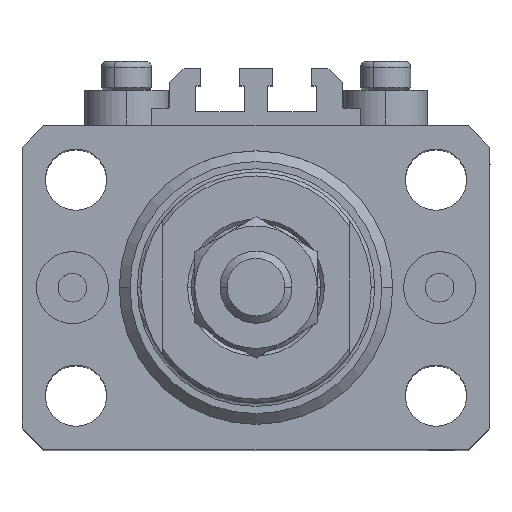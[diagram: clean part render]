
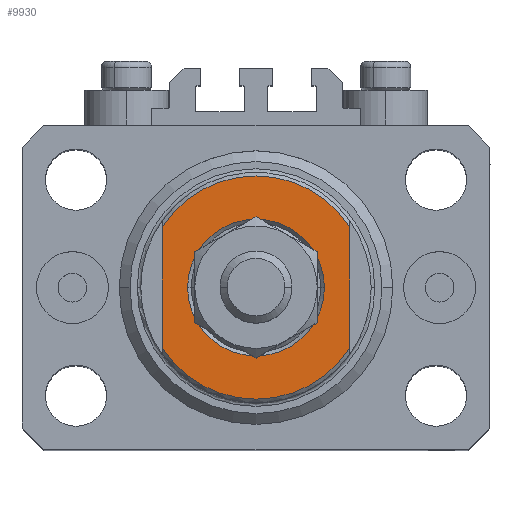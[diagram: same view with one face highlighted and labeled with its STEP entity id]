
A CAD part, top view. The second image highlights one B-rep face of the part: STEP entity #9930.
In plain terms, the highlighted face is planar.
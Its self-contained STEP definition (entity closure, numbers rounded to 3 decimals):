
#1349 = CARTESIAN_POINT ( 'NONE',  ( -13., 8.441, -6.5 ) ) ;
#2757 = EDGE_CURVE ( 'NONE', #11579, #11944, #10032, .T. ) ;
#3660 = CARTESIAN_POINT ( 'NONE',  ( 13., -43.081, -6.5 ) ) ;
#4288 = VECTOR ( 'NONE', #18945, 1000. ) ;
#4504 = DIRECTION ( 'NONE',  ( 0., 0., -1. ) ) ;
#4756 = ORIENTED_EDGE ( 'NONE', *, *, #11704, .T. ) ;
#5113 = DIRECTION ( 'NONE',  ( -1., 0., 0. ) ) ;
#5357 = CARTESIAN_POINT ( 'NONE',  ( 13., 8.441, -6.5 ) ) ;
#6732 = CIRCLE ( 'NONE', #19315, 9.5 ) ;
#6983 = DIRECTION ( 'NONE',  ( -1., 0., 0. ) ) ;
#7581 = CARTESIAN_POINT ( 'NONE',  ( -13., -43.081, -6.5 ) ) ;
#7591 = FACE_BOUND ( 'NONE', #23557, .T. ) ;
#8502 = CARTESIAN_POINT ( 'NONE',  ( 0., 0., -6.5 ) ) ;
#9502 = VECTOR ( 'NONE', #48318, 1000. ) ;
#9930 = ADVANCED_FACE ( 'NONE', ( #7591, #26610 ), #26854, .T. ) ;
#10032 = CIRCLE ( 'NONE', #16285, 15.5 ) ;
#11304 = CARTESIAN_POINT ( 'NONE',  ( 0., 0., -6.5 ) ) ;
#11524 = LINE ( 'NONE', #7581, #4288 ) ;
#11579 = VERTEX_POINT ( 'NONE', #1349 ) ;
#11704 = EDGE_CURVE ( 'NONE', #24561, #14107, #27946, .T. ) ;
#11854 = ORIENTED_EDGE ( 'NONE', *, *, #24025, .T. ) ;
#11944 = VERTEX_POINT ( 'NONE', #5357 ) ;
#13385 = ORIENTED_EDGE ( 'NONE', *, *, #47901, .T. ) ;
#14107 = VERTEX_POINT ( 'NONE', #32583 ) ;
#15319 = VERTEX_POINT ( 'NONE', #42097 ) ;
#16285 = AXIS2_PLACEMENT_3D ( 'NONE', #17181, #48179, #6983 ) ;
#17181 = CARTESIAN_POINT ( 'NONE',  ( 0., 0., -6.5 ) ) ;
#17387 = CARTESIAN_POINT ( 'NONE',  ( 13., -8.441, -6.5 ) ) ;
#18945 = DIRECTION ( 'NONE',  ( 0., -1., 0. ) ) ;
#19187 = DIRECTION ( 'NONE',  ( 0., 0., -1. ) ) ;
#19315 = AXIS2_PLACEMENT_3D ( 'NONE', #28581, #43596, #5113 ) ;
#22381 = AXIS2_PLACEMENT_3D ( 'NONE', #11304, #19187, #45808 ) ;
#23557 = EDGE_LOOP ( 'NONE', ( #13385, #43958 ) ) ;
#24025 = EDGE_CURVE ( 'NONE', #11944, #24561, #34252, .T. ) ;
#24561 = VERTEX_POINT ( 'NONE', #17387 ) ;
#26610 = FACE_OUTER_BOUND ( 'NONE', #28612, .T. ) ;
#26737 = CARTESIAN_POINT ( 'NONE',  ( 0., 0., -6.5 ) ) ;
#26854 = PLANE ( 'NONE',  #22381 ) ;
#27946 = CIRCLE ( 'NONE', #45244, 15.5 ) ;
#28581 = CARTESIAN_POINT ( 'NONE',  ( 0., 0., -6.5 ) ) ;
#28612 = EDGE_LOOP ( 'NONE', ( #39454, #11854, #4756, #46003 ) ) ;
#32583 = CARTESIAN_POINT ( 'NONE',  ( -13., -8.441, -6.5 ) ) ;
#34252 = LINE ( 'NONE', #3660, #9502 ) ;
#34638 = CARTESIAN_POINT ( 'NONE',  ( 9.5, 0., -6.5 ) ) ;
#37862 = EDGE_CURVE ( 'NONE', #11579, #14107, #11524, .T. ) ;
#39454 = ORIENTED_EDGE ( 'NONE', *, *, #2757, .T. ) ;
#39779 = EDGE_CURVE ( 'NONE', #42169, #15319, #6732, .T. ) ;
#40860 = AXIS2_PLACEMENT_3D ( 'NONE', #8502, #43229, #42305 ) ;
#41518 = DIRECTION ( 'NONE',  ( -1., 0., 0. ) ) ;
#42097 = CARTESIAN_POINT ( 'NONE',  ( -9.5, 0., -6.5 ) ) ;
#42169 = VERTEX_POINT ( 'NONE', #34638 ) ;
#42305 = DIRECTION ( 'NONE',  ( -1., 0., 0. ) ) ;
#43229 = DIRECTION ( 'NONE',  ( 0., 0., 1. ) ) ;
#43596 = DIRECTION ( 'NONE',  ( 0., 0., 1. ) ) ;
#43958 = ORIENTED_EDGE ( 'NONE', *, *, #39779, .T. ) ;
#44794 = CIRCLE ( 'NONE', #40860, 9.5 ) ;
#45244 = AXIS2_PLACEMENT_3D ( 'NONE', #26737, #4504, #41518 ) ;
#45808 = DIRECTION ( 'NONE',  ( -1., 0., 0. ) ) ;
#46003 = ORIENTED_EDGE ( 'NONE', *, *, #37862, .F. ) ;
#47901 = EDGE_CURVE ( 'NONE', #15319, #42169, #44794, .T. ) ;
#48179 = DIRECTION ( 'NONE',  ( 0., 0., -1. ) ) ;
#48318 = DIRECTION ( 'NONE',  ( 0., -1., 0. ) ) ;
